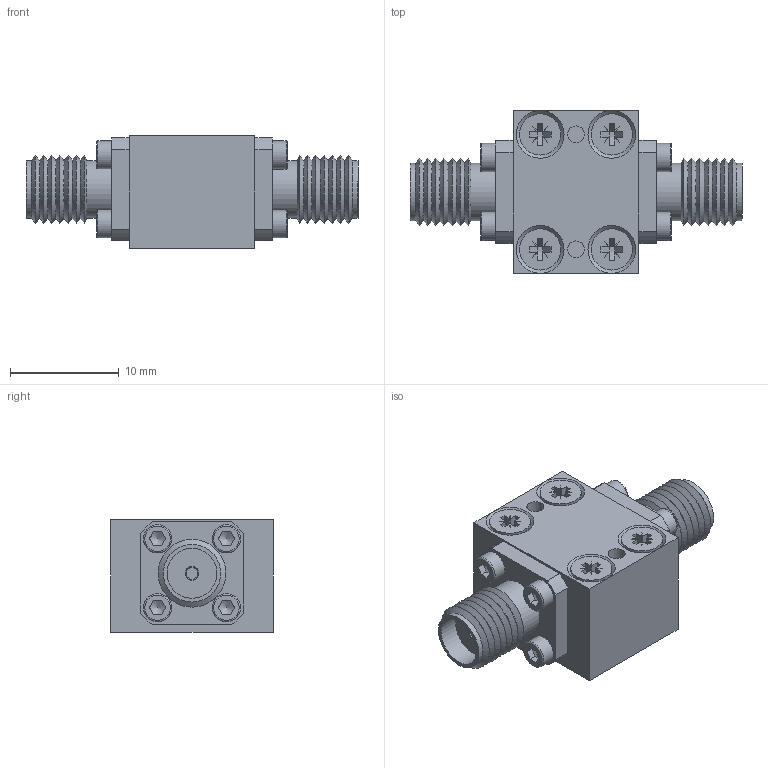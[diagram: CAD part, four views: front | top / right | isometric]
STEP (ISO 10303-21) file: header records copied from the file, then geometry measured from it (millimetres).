
FILE_DESCRIPTION(/* description */ ('Unknown'),/* implementation_level */ '2;1');
FILE_NAME(/* name */ 'DETI_MICROWAVE_HIGHPASS_FILTER_800194_STEP',/* time_stamp */ '2021-06-01T17:03:57+02:00',/* author */ ('ALG'),/* organization */ ('DETI'),/* preprocessor_version */ 'ST-DEVELOPER v16.7',/* originating_system */ 'Solid Edge',/* authorisation */ 'Unknown');
FILE_SCHEMA (('AUTOMOTIVE_DESIGN {1 0 10303 214 3 1 1}'));
Length unit declared in the file: millimetre
Products named in the file (1): 800194 1501A2
Bounding box: 30.6 x 15 x 10.35 mm (x, y, z)
Volume: 2336.3 mm3; surface area: 2375.2 mm2
Topology: 1 solids, 22 shells, 404 faces, 990 edges, 644 vertices
Faces by surface type: plane 260, cylinder 82, cone 50, torus 12
Full cylindrical faces by diameter (mm): 1.075 x16, 1.1 x2, 1.27 x4, 1.4 x8, 1.567 x6, 1.8 x8, 2 x4, 2.2 x4, 2.6 x8, 3.8 x4, 4.1 x2, 4.6 x2, 5.3 x4
Entity records: 13519 total; most frequent: CARTESIAN_POINT 1947, DIRECTION 1762, ORIENTED_EDGE 1584, EDGE_CURVE 792, AXIS2_PLACEMENT_3D 615, FACE_BOUND 596, VERTEX_POINT 594, EDGE_LOOP 580
